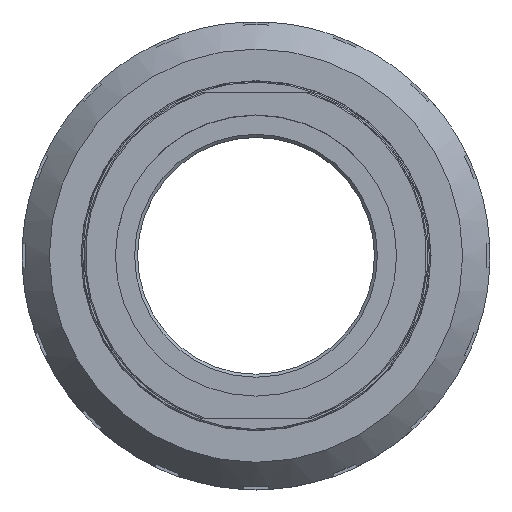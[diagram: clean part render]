
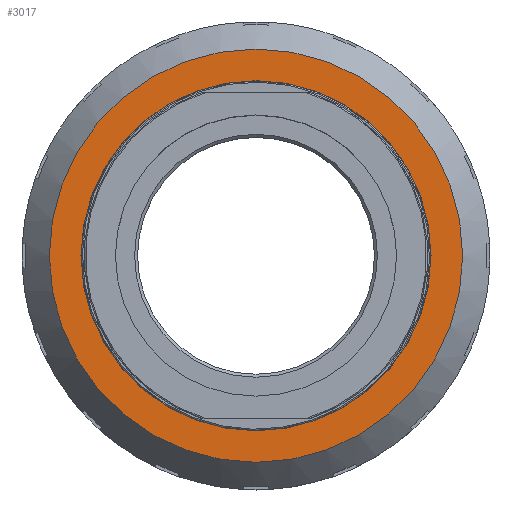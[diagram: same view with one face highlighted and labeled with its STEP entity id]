
A CAD part, top view. The second image highlights one B-rep face of the part: STEP entity #3017.
In plain terms, the highlighted face is planar.
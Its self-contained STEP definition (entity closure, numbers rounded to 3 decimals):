
#109=FACE_BOUND($,#558,.T.);
#212=PLANE($,#3350);
#367=FACE_OUTER_BOUND($,#557,.T.);
#557=EDGE_LOOP($,(#2716));
#558=EDGE_LOOP($,(#2717));
#1191=CIRCLE($,#3343,34.885);
#1194=CIRCLE($,#3351,29.55);
#1487=VERTEX_POINT($,#5237);
#1492=VERTEX_POINT($,#5256);
#1915=EDGE_CURVE($,#1487,#1487,#1191,.T.);
#1924=EDGE_CURVE($,#1492,#1492,#1194,.T.);
#2716=ORIENTED_EDGE($,*,*,#1915,.F.);
#2717=ORIENTED_EDGE($,*,*,#1924,.T.);
#3017=ADVANCED_FACE($,(#367,#109),#212,.T.);
#3343=AXIS2_PLACEMENT_3D($,#5238,#4219,#4220);
#3350=AXIS2_PLACEMENT_3D($,#5255,#4239,#4240);
#3351=AXIS2_PLACEMENT_3D($,#5257,#4241,#4242);
#4219=DIRECTION('center_axis',(0.,0.,1.));
#4220=DIRECTION('ref_axis',(0.,-1.,0.));
#4239=DIRECTION('center_axis',(0.,0.,-1.));
#4240=DIRECTION('ref_axis',(-1.,0.,0.));
#4241=DIRECTION('center_axis',(0.,0.,1.));
#4242=DIRECTION('ref_axis',(0.,-1.,0.));
#5237=CARTESIAN_POINT('',(0.,-34.885,0.));
#5238=CARTESIAN_POINT('Origin',(0.,0.,0.));
#5255=CARTESIAN_POINT('Origin',(0.,-32.217,0.));
#5256=CARTESIAN_POINT('',(0.,-29.55,0.));
#5257=CARTESIAN_POINT('Origin',(0.,0.,0.));
